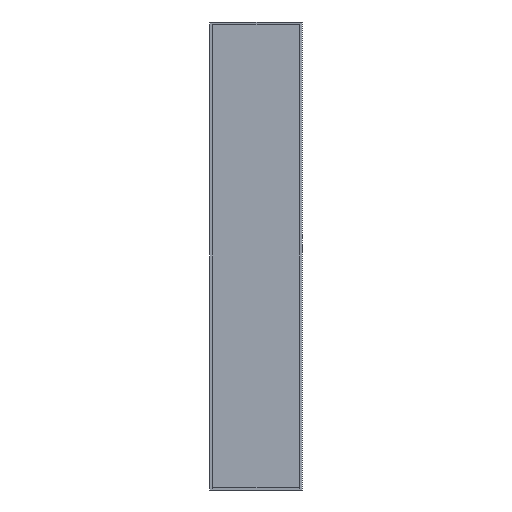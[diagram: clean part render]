
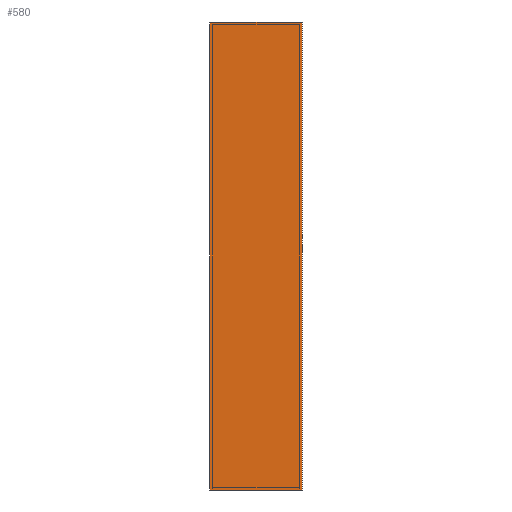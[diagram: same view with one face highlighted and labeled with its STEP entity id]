
A CAD part, left-side view. The second image highlights one B-rep face of the part: STEP entity #580.
In plain terms, the highlighted planar face has unit normal (-1, 0, 0).
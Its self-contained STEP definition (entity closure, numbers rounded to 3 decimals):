
#40=FACE_OUTER_BOUND('',#72,.T.);
#72=EDGE_LOOP('',(#449,#450,#451,#452));
#121=LINE('',#852,#193);
#131=LINE('',#871,#203);
#135=LINE('',#880,#207);
#139=LINE('',#887,#211);
#193=VECTOR('',#702,0.5);
#203=VECTOR('',#718,2.54);
#207=VECTOR('',#726,2.54);
#211=VECTOR('',#734,0.5);
#253=VERTEX_POINT('',#849);
#254=VERTEX_POINT('',#851);
#260=VERTEX_POINT('',#869);
#263=VERTEX_POINT('',#879);
#313=EDGE_CURVE('',#253,#254,#121,.T.);
#323=EDGE_CURVE('',#260,#253,#131,.T.);
#327=EDGE_CURVE('',#263,#254,#135,.T.);
#331=EDGE_CURVE('',#263,#260,#139,.T.);
#449=ORIENTED_EDGE('',*,*,#323,.F.);
#450=ORIENTED_EDGE('',*,*,#331,.F.);
#451=ORIENTED_EDGE('',*,*,#327,.T.);
#452=ORIENTED_EDGE('',*,*,#313,.F.);
#512=PLANE('',#617);
#580=ADVANCED_FACE('',(#40),#512,.T.);
#617=AXIS2_PLACEMENT_3D('',#886,#732,#733);
#702=DIRECTION('',(0.,-1.,0.));
#718=DIRECTION('',(0.,0.,1.));
#726=DIRECTION('',(0.,0.,1.));
#732=DIRECTION('center_axis',(-1.,0.,0.));
#733=DIRECTION('ref_axis',(0.,1.,0.));
#734=DIRECTION('',(0.,1.,0.));
#849=CARTESIAN_POINT('',(-0.014,0.486,2.526));
#851=CARTESIAN_POINT('',(-0.014,-0.014,2.526));
#852=CARTESIAN_POINT('',(-0.014,0.486,2.526));
#869=CARTESIAN_POINT('',(-0.014,0.486,-0.014));
#871=CARTESIAN_POINT('',(-0.014,0.486,2.512));
#879=CARTESIAN_POINT('',(-0.014,-0.014,-0.014));
#880=CARTESIAN_POINT('',(-0.014,-0.014,2.512));
#886=CARTESIAN_POINT('Origin',(-0.014,0.,2.512));
#887=CARTESIAN_POINT('',(-0.014,0.,-0.014));
